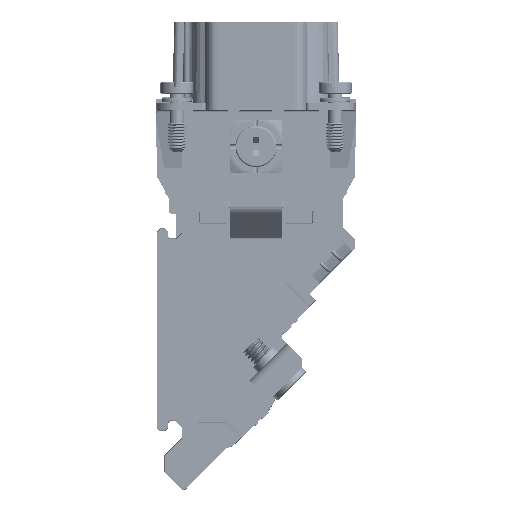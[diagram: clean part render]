
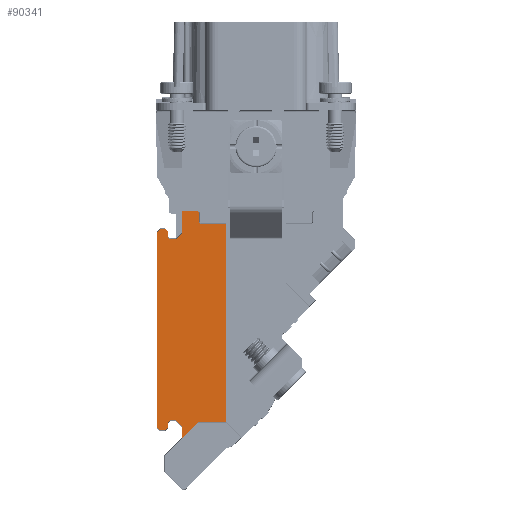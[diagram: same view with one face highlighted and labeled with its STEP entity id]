
A CAD part, front view. The second image highlights one B-rep face of the part: STEP entity #90341.
In plain terms, the highlighted planar face has unit normal (0, -1, 0).
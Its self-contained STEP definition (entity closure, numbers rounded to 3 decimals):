
#77411=B_SPLINE_CURVE_WITH_KNOTS('',3,(#490982,#490983,#490984,#490985),
 .UNSPECIFIED.,.F.,.F.,(4,4),(0.,1.),.UNSPECIFIED.);
#77414=B_SPLINE_CURVE_WITH_KNOTS('',3,(#491058,#491059,#491060,#491061),
 .UNSPECIFIED.,.F.,.F.,(4,4),(0.,1.),.UNSPECIFIED.);
#90341=ADVANCED_FACE('',(#111384),#99093,.T.);
#99093=PLANE('',#334143);
#111384=FACE_OUTER_BOUND('',#124458,.T.);
#124458=EDGE_LOOP('',(#199823,#199824,#199825,#199826,#199827,#199828,#199829,
#199830,#199831,#199832,#199833,#199834,#199835,#199836,#199837,#199838,
#199839,#199840,#199841,#199842,#199843,#199844,#199845,#199846,#199847));
#130899=CIRCLE('',#334141,0.601);
#130900=CIRCLE('',#334142,0.601);
#199823=ORIENTED_EDGE('',*,*,#263325,.F.);
#199824=ORIENTED_EDGE('',*,*,#263326,.T.);
#199825=ORIENTED_EDGE('',*,*,#263327,.F.);
#199826=ORIENTED_EDGE('',*,*,#263328,.F.);
#199827=ORIENTED_EDGE('',*,*,#263329,.F.);
#199828=ORIENTED_EDGE('',*,*,#263330,.F.);
#199829=ORIENTED_EDGE('',*,*,#263331,.F.);
#199830=ORIENTED_EDGE('',*,*,#263332,.F.);
#199831=ORIENTED_EDGE('',*,*,#263333,.F.);
#199832=ORIENTED_EDGE('',*,*,#263334,.F.);
#199833=ORIENTED_EDGE('',*,*,#263335,.F.);
#199834=ORIENTED_EDGE('',*,*,#263336,.F.);
#199835=ORIENTED_EDGE('',*,*,#263337,.F.);
#199836=ORIENTED_EDGE('',*,*,#263338,.F.);
#199837=ORIENTED_EDGE('',*,*,#263339,.F.);
#199838=ORIENTED_EDGE('',*,*,#263340,.F.);
#199839=ORIENTED_EDGE('',*,*,#263341,.F.);
#199840=ORIENTED_EDGE('',*,*,#263342,.F.);
#199841=ORIENTED_EDGE('',*,*,#263343,.T.);
#199842=ORIENTED_EDGE('',*,*,#263344,.F.);
#199843=ORIENTED_EDGE('',*,*,#263345,.F.);
#199844=ORIENTED_EDGE('',*,*,#263346,.F.);
#199845=ORIENTED_EDGE('',*,*,#263347,.T.);
#199846=ORIENTED_EDGE('',*,*,#263311,.F.);
#199847=ORIENTED_EDGE('',*,*,#263314,.T.);
#227338=VERTEX_POINT('',#490975);
#227339=VERTEX_POINT('',#490977);
#227340=VERTEX_POINT('',#490981);
#227351=VERTEX_POINT('',#491015);
#227352=VERTEX_POINT('',#491017);
#227353=VERTEX_POINT('',#491019);
#227354=VERTEX_POINT('',#491021);
#227355=VERTEX_POINT('',#491023);
#227356=VERTEX_POINT('',#491025);
#227357=VERTEX_POINT('',#491027);
#227358=VERTEX_POINT('',#491029);
#227359=VERTEX_POINT('',#491031);
#227360=VERTEX_POINT('',#491033);
#227361=VERTEX_POINT('',#491035);
#227362=VERTEX_POINT('',#491037);
#227363=VERTEX_POINT('',#491039);
#227364=VERTEX_POINT('',#491041);
#227365=VERTEX_POINT('',#491043);
#227366=VERTEX_POINT('',#491045);
#227367=VERTEX_POINT('',#491047);
#227368=VERTEX_POINT('',#491049);
#227369=VERTEX_POINT('',#491051);
#227370=VERTEX_POINT('',#491053);
#227371=VERTEX_POINT('',#491055);
#227372=VERTEX_POINT('',#491057);
#263311=EDGE_CURVE('',#227338,#227339,#289694,.T.);
#263314=EDGE_CURVE('',#227338,#227340,#77411,.T.);
#263325=EDGE_CURVE('',#227351,#227340,#289705,.T.);
#263326=EDGE_CURVE('',#227351,#227352,#289706,.T.);
#263327=EDGE_CURVE('',#227353,#227352,#289707,.T.);
#263328=EDGE_CURVE('',#227354,#227353,#289708,.T.);
#263329=EDGE_CURVE('',#227355,#227354,#130899,.T.);
#263330=EDGE_CURVE('',#227356,#227355,#289709,.T.);
#263331=EDGE_CURVE('',#227357,#227356,#289710,.T.);
#263332=EDGE_CURVE('',#227358,#227357,#289711,.T.);
#263333=EDGE_CURVE('',#227359,#227358,#289712,.T.);
#263334=EDGE_CURVE('',#227360,#227359,#289713,.T.);
#263335=EDGE_CURVE('',#227361,#227360,#289714,.T.);
#263336=EDGE_CURVE('',#227362,#227361,#289715,.T.);
#263337=EDGE_CURVE('',#227363,#227362,#289716,.T.);
#263338=EDGE_CURVE('',#227364,#227363,#289717,.T.);
#263339=EDGE_CURVE('',#227365,#227364,#130900,.T.);
#263340=EDGE_CURVE('',#227366,#227365,#289718,.T.);
#263341=EDGE_CURVE('',#227367,#227366,#289719,.T.);
#263342=EDGE_CURVE('',#227368,#227367,#289720,.T.);
#263343=EDGE_CURVE('',#227368,#227369,#289721,.T.);
#263344=EDGE_CURVE('',#227370,#227369,#289722,.T.);
#263345=EDGE_CURVE('',#227371,#227370,#289723,.T.);
#263346=EDGE_CURVE('',#227372,#227371,#289724,.T.);
#263347=EDGE_CURVE('',#227372,#227339,#77414,.T.);
#289694=LINE('',#490976,#315339);
#289705=LINE('',#491014,#315350);
#289706=LINE('',#491016,#315351);
#289707=LINE('',#491018,#315352);
#289708=LINE('',#491020,#315353);
#289709=LINE('',#491024,#315354);
#289710=LINE('',#491026,#315355);
#289711=LINE('',#491028,#315356);
#289712=LINE('',#491030,#315357);
#289713=LINE('',#491032,#315358);
#289714=LINE('',#491034,#315359);
#289715=LINE('',#491036,#315360);
#289716=LINE('',#491038,#315361);
#289717=LINE('',#491040,#315362);
#289718=LINE('',#491044,#315363);
#289719=LINE('',#491046,#315364);
#289720=LINE('',#491048,#315365);
#289721=LINE('',#491050,#315366);
#289722=LINE('',#491052,#315367);
#289723=LINE('',#491054,#315368);
#289724=LINE('',#491056,#315369);
#315339=VECTOR('',#394625,1.);
#315350=VECTOR('',#394642,1.);
#315351=VECTOR('',#394643,1.);
#315352=VECTOR('',#394644,1.);
#315353=VECTOR('',#394645,1.);
#315354=VECTOR('',#394648,1.);
#315355=VECTOR('',#394649,1.);
#315356=VECTOR('',#394650,1.);
#315357=VECTOR('',#394651,1.);
#315358=VECTOR('',#394652,1.);
#315359=VECTOR('',#394653,1.);
#315360=VECTOR('',#394654,1.);
#315361=VECTOR('',#394655,1.);
#315362=VECTOR('',#394656,1.);
#315363=VECTOR('',#394659,1.);
#315364=VECTOR('',#394660,1.);
#315365=VECTOR('',#394661,1.);
#315366=VECTOR('',#394662,1.);
#315367=VECTOR('',#394663,1.);
#315368=VECTOR('',#394664,1.);
#315369=VECTOR('',#394665,1.);
#334141=AXIS2_PLACEMENT_3D('',#491022,#394646,#394647);
#334142=AXIS2_PLACEMENT_3D('',#491042,#394657,#394658);
#334143=AXIS2_PLACEMENT_3D('',#491062,#394666,#394667);
#394625=DIRECTION('',(0.,0.,-1.));
#394642=DIRECTION('',(1.,0.,0.));
#394643=DIRECTION('',(0.,0.,-1.));
#394644=DIRECTION('',(0.707,0.,0.707));
#394645=DIRECTION('',(1.,0.,0.));
#394646=DIRECTION('',(0.,-1.,0.));
#394647=DIRECTION('',(-1.,0.,0.));
#394648=DIRECTION('',(0.,0.,-1.));
#394649=DIRECTION('',(0.707,0.,-0.707));
#394650=DIRECTION('',(1.,0.,0.));
#394651=DIRECTION('',(0.707,0.,0.707));
#394652=DIRECTION('',(0.,0.,1.));
#394653=DIRECTION('',(-0.707,0.,0.707));
#394654=DIRECTION('',(-1.,0.,0.));
#394655=DIRECTION('',(-0.707,0.,-0.707));
#394656=DIRECTION('',(0.,0.,-1.));
#394657=DIRECTION('',(0.,-1.,0.));
#394658=DIRECTION('',(0.,0.,1.));
#394659=DIRECTION('',(-1.,0.,0.));
#394660=DIRECTION('',(-0.707,0.,0.707));
#394661=DIRECTION('',(0.,0.,1.));
#394662=DIRECTION('',(0.707,0.,0.707));
#394663=DIRECTION('',(-1.,0.,0.));
#394664=DIRECTION('',(0.,0.,-1.));
#394665=DIRECTION('',(1.,0.,0.));
#394666=DIRECTION('',(0.,-1.,0.));
#394667=DIRECTION('',(-1.,0.,0.));
#490975=CARTESIAN_POINT('',(-9.693,-8.87,-19.431));
#490976=CARTESIAN_POINT('',(-9.693,-8.87,-19.431));
#490977=CARTESIAN_POINT('',(-9.693,-8.87,-20.932));
#490981=CARTESIAN_POINT('',(-9.992,-8.87,-19.132));
#490982=CARTESIAN_POINT('',(-9.693,-8.87,-19.431));
#490983=CARTESIAN_POINT('',(-9.693,-8.87,-19.266));
#490984=CARTESIAN_POINT('',(-9.826,-8.87,-19.132));
#490985=CARTESIAN_POINT('',(-9.992,-8.87,-19.132));
#491014=CARTESIAN_POINT('',(-12.525,-8.87,-19.132));
#491015=CARTESIAN_POINT('',(-12.525,-8.87,-19.132));
#491016=CARTESIAN_POINT('',(-12.525,-8.87,-19.132));
#491017=CARTESIAN_POINT('',(-12.525,-8.87,-22.787));
#491018=CARTESIAN_POINT('',(-13.586,-8.87,-23.848));
#491019=CARTESIAN_POINT('',(-13.586,-8.87,-23.848));
#491020=CARTESIAN_POINT('',(-14.429,-8.87,-23.848));
#491021=CARTESIAN_POINT('',(-14.429,-8.87,-23.848));
#491022=CARTESIAN_POINT('',(-14.429,-8.87,-23.246));
#491023=CARTESIAN_POINT('',(-15.03,-8.87,-23.246));
#491024=CARTESIAN_POINT('',(-15.03,-8.87,-22.587));
#491025=CARTESIAN_POINT('',(-15.03,-8.87,-22.587));
#491026=CARTESIAN_POINT('',(-15.472,-8.87,-22.144));
#491027=CARTESIAN_POINT('',(-15.472,-8.87,-22.144));
#491028=CARTESIAN_POINT('',(-16.341,-8.87,-22.144));
#491029=CARTESIAN_POINT('',(-16.341,-8.87,-22.144));
#491030=CARTESIAN_POINT('',(-16.783,-8.87,-22.587));
#491031=CARTESIAN_POINT('',(-16.783,-8.87,-22.587));
#491032=CARTESIAN_POINT('',(-16.783,-8.87,-55.97));
#491033=CARTESIAN_POINT('',(-16.783,-8.87,-55.97));
#491034=CARTESIAN_POINT('',(-16.341,-8.87,-56.412));
#491035=CARTESIAN_POINT('',(-16.341,-8.87,-56.412));
#491036=CARTESIAN_POINT('',(-15.472,-8.87,-56.412));
#491037=CARTESIAN_POINT('',(-15.472,-8.87,-56.412));
#491038=CARTESIAN_POINT('',(-15.03,-8.87,-55.97));
#491039=CARTESIAN_POINT('',(-15.03,-8.87,-55.97));
#491040=CARTESIAN_POINT('',(-15.03,-8.87,-55.31));
#491041=CARTESIAN_POINT('',(-15.03,-8.87,-55.31));
#491042=CARTESIAN_POINT('',(-14.429,-8.87,-55.31));
#491043=CARTESIAN_POINT('',(-14.429,-8.87,-54.709));
#491044=CARTESIAN_POINT('',(-13.586,-8.87,-54.709));
#491045=CARTESIAN_POINT('',(-13.586,-8.87,-54.709));
#491046=CARTESIAN_POINT('',(-12.525,-8.87,-55.77));
#491047=CARTESIAN_POINT('',(-12.525,-8.87,-55.77));
#491048=CARTESIAN_POINT('',(-12.525,-8.87,-57.716));
#491049=CARTESIAN_POINT('',(-12.525,-8.87,-57.716));
#491050=CARTESIAN_POINT('',(-12.525,-8.87,-57.716));
#491051=CARTESIAN_POINT('',(-9.822,-8.87,-55.014));
#491052=CARTESIAN_POINT('',(-5.173,-8.87,-55.014));
#491053=CARTESIAN_POINT('',(-5.173,-8.87,-55.014));
#491054=CARTESIAN_POINT('',(-5.173,-8.87,-21.232));
#491055=CARTESIAN_POINT('',(-5.173,-8.87,-21.232));
#491056=CARTESIAN_POINT('',(-9.393,-8.87,-21.232));
#491057=CARTESIAN_POINT('',(-9.393,-8.87,-21.232));
#491058=CARTESIAN_POINT('',(-9.393,-8.87,-21.232));
#491059=CARTESIAN_POINT('',(-9.558,-8.87,-21.232));
#491060=CARTESIAN_POINT('',(-9.693,-8.87,-21.098));
#491061=CARTESIAN_POINT('',(-9.693,-8.87,-20.932));
#491062=CARTESIAN_POINT('',(0.,-8.87,0.));
